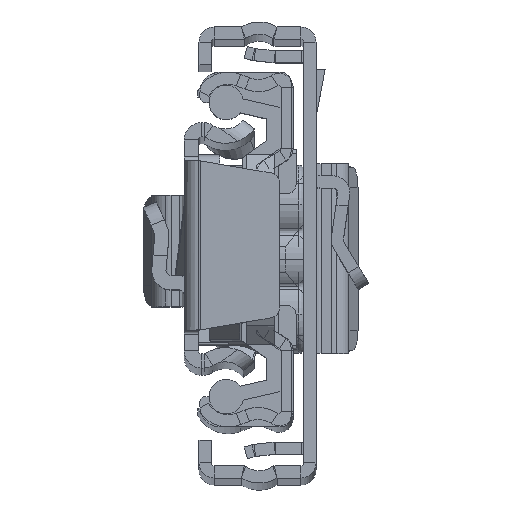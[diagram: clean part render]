
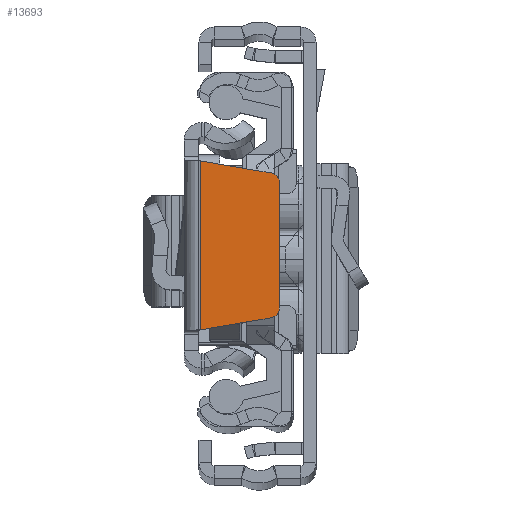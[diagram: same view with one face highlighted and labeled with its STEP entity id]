
A CAD part, top view. The second image highlights one B-rep face of the part: STEP entity #13693.
In plain terms, the highlighted planar face has unit normal (0, 0, 1).
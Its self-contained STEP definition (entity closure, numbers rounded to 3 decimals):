
#2148 = CARTESIAN_POINT ( 'NONE',  ( 8.4, 6.156, 0. ) ) ;
#2285 = EDGE_LOOP ( 'NONE', ( #5157, #18796, #5921, #3643, #2547, #15067 ) ) ;
#2339 = VERTEX_POINT ( 'NONE', #15761 ) ;
#2416 = CARTESIAN_POINT ( 'NONE',  ( 8.568, -7.142, 0. ) ) ;
#2547 = ORIENTED_EDGE ( 'NONE', *, *, #10236, .T. ) ;
#2776 = CARTESIAN_POINT ( 'NONE',  ( 8.568, 7.142, 0. ) ) ;
#3643 = ORIENTED_EDGE ( 'NONE', *, *, #19510, .T. ) ;
#3728 = CARTESIAN_POINT ( 'NONE',  ( 9.4, 6.156, 0. ) ) ;
#3782 = VECTOR ( 'NONE', #16978, 1000. ) ;
#3911 = EDGE_CURVE ( 'NONE', #2339, #17465, #21124, .T. ) ;
#4043 = LINE ( 'NONE', #2416, #12334 ) ;
#4338 = CARTESIAN_POINT ( 'NONE',  ( 8.4, -6.156, 0. ) ) ;
#4883 = DIRECTION ( 'NONE',  ( 1., 0., 0. ) ) ;
#5157 = ORIENTED_EDGE ( 'NONE', *, *, #6483, .T. ) ;
#5921 = ORIENTED_EDGE ( 'NONE', *, *, #3911, .T. ) ;
#6452 = VECTOR ( 'NONE', #15225, 1000. ) ;
#6483 = EDGE_CURVE ( 'NONE', #8820, #16869, #11541, .T. ) ;
#7385 = CARTESIAN_POINT ( 'NONE',  ( 9.4, 6.156, 0. ) ) ;
#7789 = DIRECTION ( 'NONE',  ( 1., 0., 0. ) ) ;
#8202 = PLANE ( 'NONE',  #16818 ) ;
#8434 = LINE ( 'NONE', #19987, #6452 ) ;
#8820 = VERTEX_POINT ( 'NONE', #12970 ) ;
#10236 = EDGE_CURVE ( 'NONE', #14741, #17303, #15087, .T. ) ;
#10651 = VECTOR ( 'NONE', #13401, 1000. ) ;
#11541 = LINE ( 'NONE', #17976, #10651 ) ;
#12246 = DIRECTION ( 'NONE',  ( 0., 0., 1. ) ) ;
#12334 = VECTOR ( 'NONE', #14375, 1000. ) ;
#12970 = CARTESIAN_POINT ( 'NONE',  ( 1.6, 8.333, 0. ) ) ;
#13137 = DIRECTION ( 'NONE',  ( 0., 0., -1. ) ) ;
#13236 = FACE_OUTER_BOUND ( 'NONE', #2285, .T. ) ;
#13401 = DIRECTION ( 'NONE',  ( 0., -1., 0. ) ) ;
#13693 = ADVANCED_FACE ( 'NONE', ( #13236 ), #8202, .F. ) ;
#13803 = DIRECTION ( 'NONE',  ( 1., 0., 0. ) ) ;
#14061 = AXIS2_PLACEMENT_3D ( 'NONE', #2148, #12246, #13803 ) ;
#14375 = DIRECTION ( 'NONE',  ( 0.986, 0.168, 0. ) ) ;
#14741 = VERTEX_POINT ( 'NONE', #7385 ) ;
#14780 = EDGE_CURVE ( 'NONE', #16869, #2339, #4043, .T. ) ;
#15067 = ORIENTED_EDGE ( 'NONE', *, *, #15068, .T. ) ;
#15068 = EDGE_CURVE ( 'NONE', #17303, #8820, #8434, .T. ) ;
#15087 = CIRCLE ( 'NONE', #14061, 1. ) ;
#15225 = DIRECTION ( 'NONE',  ( -0.986, 0.168, 0. ) ) ;
#15761 = CARTESIAN_POINT ( 'NONE',  ( 8.568, -7.142, 0. ) ) ;
#16552 = LINE ( 'NONE', #3728, #3782 ) ;
#16594 = CARTESIAN_POINT ( 'NONE',  ( 8.4, 6.156, 0. ) ) ;
#16818 = AXIS2_PLACEMENT_3D ( 'NONE', #16594, #13137, #4883 ) ;
#16869 = VERTEX_POINT ( 'NONE', #19410 ) ;
#16978 = DIRECTION ( 'NONE',  ( 0., 1., 0. ) ) ;
#17303 = VERTEX_POINT ( 'NONE', #2776 ) ;
#17465 = VERTEX_POINT ( 'NONE', #20586 ) ;
#17976 = CARTESIAN_POINT ( 'NONE',  ( 1.6, -8.333, 0. ) ) ;
#18796 = ORIENTED_EDGE ( 'NONE', *, *, #14780, .T. ) ;
#19410 = CARTESIAN_POINT ( 'NONE',  ( 1.6, -8.333, 0. ) ) ;
#19510 = EDGE_CURVE ( 'NONE', #17465, #14741, #16552, .T. ) ;
#19634 = DIRECTION ( 'NONE',  ( 0., 0., 1. ) ) ;
#19987 = CARTESIAN_POINT ( 'NONE',  ( 1.5, 8.35, 0. ) ) ;
#20415 = AXIS2_PLACEMENT_3D ( 'NONE', #4338, #19634, #7789 ) ;
#20586 = CARTESIAN_POINT ( 'NONE',  ( 9.4, -6.156, 0. ) ) ;
#21124 = CIRCLE ( 'NONE', #20415, 1. ) ;
